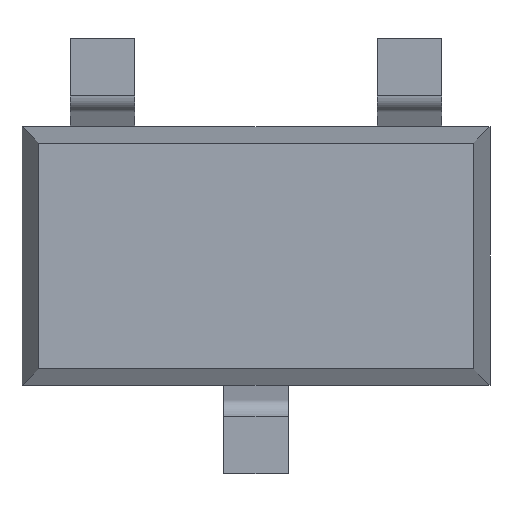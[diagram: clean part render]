
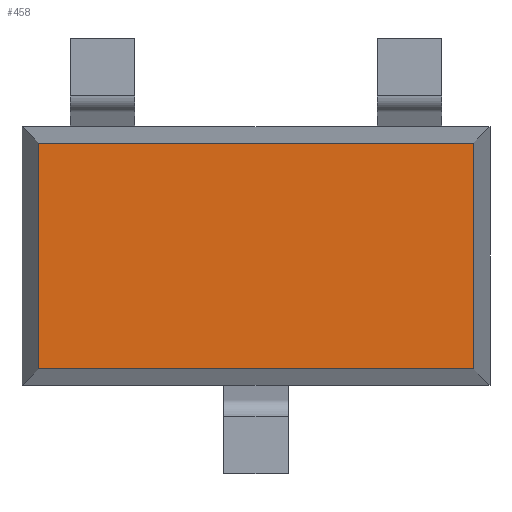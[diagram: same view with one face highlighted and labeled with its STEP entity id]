
A CAD part, front view. The second image highlights one B-rep face of the part: STEP entity #458.
In plain terms, the highlighted planar face has unit normal (0, -1, 0).
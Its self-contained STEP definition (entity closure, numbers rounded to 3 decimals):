
#79 = CARTESIAN_POINT ( 'NONE',  ( -1.35, 0., 0.7 ) ) ;
#115 = DIRECTION ( 'NONE',  ( 0., 0., 1. ) ) ;
#320 = VECTOR ( 'NONE', #115, 1000. ) ;
#458 = ADVANCED_FACE ( 'NONE', ( #1290 ), #1500, .F. ) ;
#569 = DIRECTION ( 'NONE',  ( 0., 1., 0. ) ) ;
#574 = LINE ( 'NONE', #1799, #1887 ) ;
#588 = LINE ( 'NONE', #79, #1736 ) ;
#590 = EDGE_CURVE ( 'NONE', #2849, #1753, #2453, .T. ) ;
#664 = AXIS2_PLACEMENT_3D ( 'NONE', #2770, #569, #2994 ) ;
#805 = CARTESIAN_POINT ( 'NONE',  ( -1.35, 0., 0.7 ) ) ;
#824 = CARTESIAN_POINT ( 'NONE',  ( 1.35, 0., -0.7 ) ) ;
#859 = ORIENTED_EDGE ( 'NONE', *, *, #2435, .T. ) ;
#872 = VERTEX_POINT ( 'NONE', #2438 ) ;
#969 = ORIENTED_EDGE ( 'NONE', *, *, #590, .T. ) ;
#1041 = CARTESIAN_POINT ( 'NONE',  ( -1.35, 0., -0.7 ) ) ;
#1290 = FACE_OUTER_BOUND ( 'NONE', #2044, .T. ) ;
#1364 = EDGE_CURVE ( 'NONE', #872, #1783, #574, .T. ) ;
#1500 = PLANE ( 'NONE',  #664 ) ;
#1710 = EDGE_CURVE ( 'NONE', #1783, #2849, #588, .T. ) ;
#1736 = VECTOR ( 'NONE', #2299, 1000. ) ;
#1753 = VERTEX_POINT ( 'NONE', #824 ) ;
#1783 = VERTEX_POINT ( 'NONE', #805 ) ;
#1799 = CARTESIAN_POINT ( 'NONE',  ( 1.35, 0., 0.7 ) ) ;
#1887 = VECTOR ( 'NONE', #2289, 1000. ) ;
#2044 = EDGE_LOOP ( 'NONE', ( #3121, #2291, #969, #859 ) ) ;
#2208 = CARTESIAN_POINT ( 'NONE',  ( -1.35, 0., -0.7 ) ) ;
#2289 = DIRECTION ( 'NONE',  ( -1., 0., 0. ) ) ;
#2291 = ORIENTED_EDGE ( 'NONE', *, *, #1710, .T. ) ;
#2299 = DIRECTION ( 'NONE',  ( 0., 0., -1. ) ) ;
#2300 = VECTOR ( 'NONE', #3007, 1000. ) ;
#2320 = LINE ( 'NONE', #2822, #320 ) ;
#2435 = EDGE_CURVE ( 'NONE', #1753, #872, #2320, .T. ) ;
#2438 = CARTESIAN_POINT ( 'NONE',  ( 1.35, 0., 0.7 ) ) ;
#2453 = LINE ( 'NONE', #1041, #2300 ) ;
#2770 = CARTESIAN_POINT ( 'NONE',  ( 0., 0., 0. ) ) ;
#2822 = CARTESIAN_POINT ( 'NONE',  ( 1.35, 0., -0.7 ) ) ;
#2849 = VERTEX_POINT ( 'NONE', #2208 ) ;
#2994 = DIRECTION ( 'NONE',  ( 1., 0., 0. ) ) ;
#3007 = DIRECTION ( 'NONE',  ( 1., 0., 0. ) ) ;
#3121 = ORIENTED_EDGE ( 'NONE', *, *, #1364, .T. ) ;
